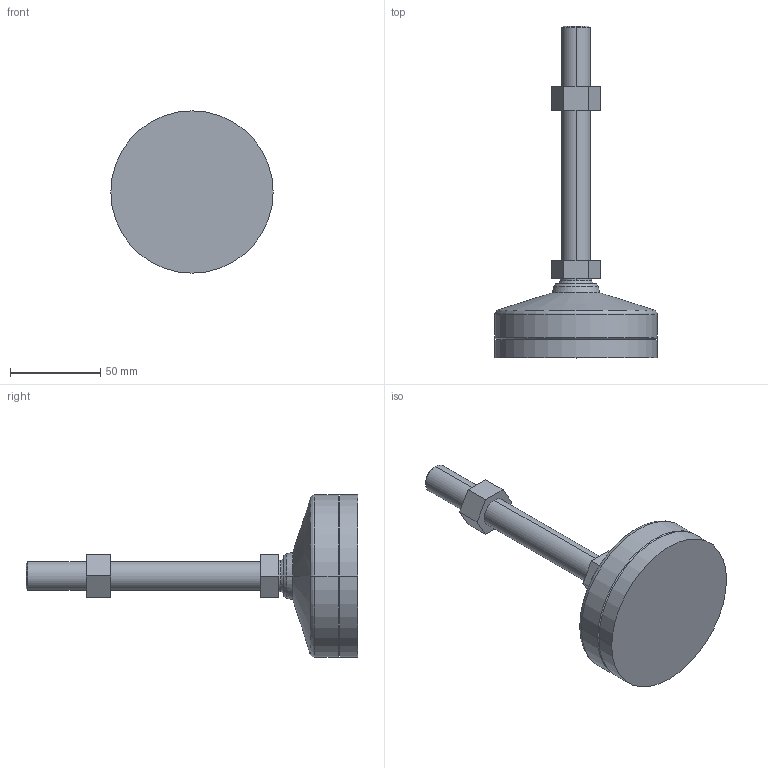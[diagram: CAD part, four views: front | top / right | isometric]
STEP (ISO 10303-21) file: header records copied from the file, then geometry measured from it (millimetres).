
FILE_DESCRIPTION (( 'STEP AP203' ), '1' );
FILE_NAME ('K-1277-B-16-130.STEP', '2012-08-22T05:46:38', ( '11sw' ), ( 'タキゲン製造株式会社' ), 'SwSTEP 2.0', 'SolidWorks 2011', '' );
FILE_SCHEMA (( 'CONFIG_CONTROL_DESIGN' ));
Length unit declared in the file: millimetre
Products named in the file (4): K-1277-B-16-130儀乕僗_; K-1277-B-16-130僔儍僼僩_; K-1277-B-16-130僫僢僩_; K-1277-B-16-130
Assembly tree (3 placements, depth 2):
  K-1277-B-16-130
    K-1277-B-16-130儀乕僗_
    K-1277-B-16-130僫僢僩_
    K-1277-B-16-130僔儍僼僩_
Bounding box: 90 x 184 x 90 mm (x, y, z)
Volume: 232263.4 mm3; surface area: 33070.7 mm2
Topology: 3 solids, 3 shells, 48 faces, 111 edges, 69 vertices
Faces by surface type: plane 20, cylinder 12, cone 10, sphere 4, torus 2
Entity records: 1712 total; most frequent: DIRECTION 254, CARTESIAN_POINT 220, ORIENTED_EDGE 204, EDGE_CURVE 102, AXIS2_PLACEMENT_3D 98, VERTEX_POINT 64, VECTOR 58, LINE 58
